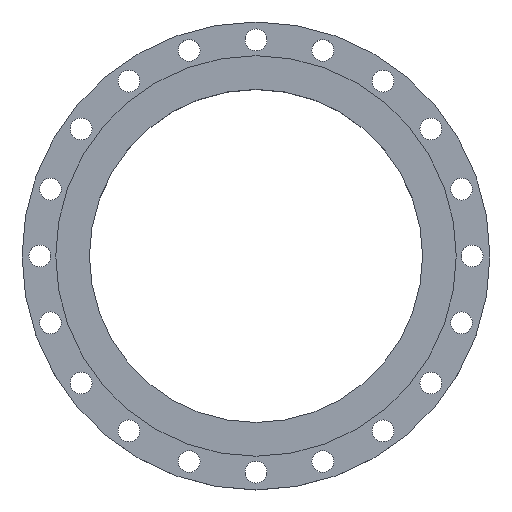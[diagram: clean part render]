
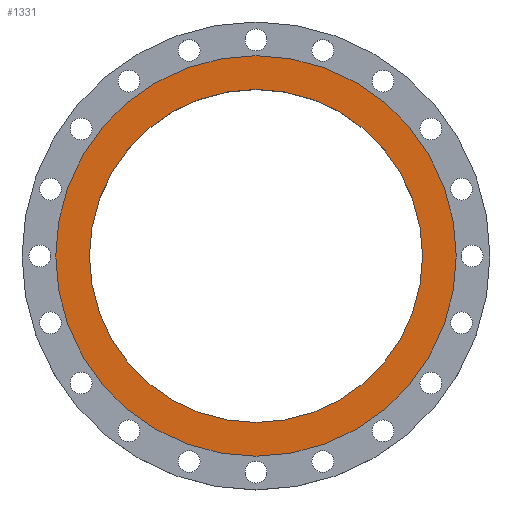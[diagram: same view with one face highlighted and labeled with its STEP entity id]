
A CAD part, top view. The second image highlights one B-rep face of the part: STEP entity #1331.
In plain terms, the highlighted planar face has unit normal (0, 0, 1).
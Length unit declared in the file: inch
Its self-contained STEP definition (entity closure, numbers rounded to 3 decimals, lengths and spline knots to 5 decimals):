
#16 = CIRCLE ( 'NONE', #1415, 10.5 ) ;
#19 = CIRCLE ( 'NONE', #523, 12.625 ) ;
#38 = DIRECTION ( 'NONE',  ( -1., 0., 0. ) ) ;
#242 = CARTESIAN_POINT ( 'NONE',  ( 0., 10.5, 0. ) ) ;
#253 = PLANE ( 'NONE',  #1771 ) ;
#269 = CARTESIAN_POINT ( 'NONE',  ( 0., 0., 0. ) ) ;
#366 = CIRCLE ( 'NONE', #1478, 12.625 ) ;
#370 = DIRECTION ( 'NONE',  ( 1., 0., 0. ) ) ;
#425 = EDGE_CURVE ( 'NONE', #1953, #1109, #19, .T. ) ;
#466 = DIRECTION ( 'NONE',  ( 1., 0., 0. ) ) ;
#514 = ORIENTED_EDGE ( 'NONE', *, *, #1605, .F. ) ;
#523 = AXIS2_PLACEMENT_3D ( 'NONE', #1774, #990, #370 ) ;
#543 = FACE_BOUND ( 'NONE', #1213, .T. ) ;
#719 = CARTESIAN_POINT ( 'NONE',  ( -12.625, 0., 0. ) ) ;
#732 = CIRCLE ( 'NONE', #1871, 10.5 ) ;
#747 = VERTEX_POINT ( 'NONE', #1997 ) ;
#787 = CARTESIAN_POINT ( 'NONE',  ( 0., 0., 0. ) ) ;
#799 = CARTESIAN_POINT ( 'NONE',  ( 12.625, 0., 0. ) ) ;
#898 = DIRECTION ( 'NONE',  ( 0., 0., 1. ) ) ;
#903 = EDGE_CURVE ( 'NONE', #747, #1179, #732, .T. ) ;
#935 = CARTESIAN_POINT ( 'NONE',  ( 0., 0., 0. ) ) ;
#945 = ORIENTED_EDGE ( 'NONE', *, *, #903, .F. ) ;
#990 = DIRECTION ( 'NONE',  ( 0., 0., 1. ) ) ;
#1038 = DIRECTION ( 'NONE',  ( 1., 0., 0. ) ) ;
#1109 = VERTEX_POINT ( 'NONE', #719 ) ;
#1131 = EDGE_CURVE ( 'NONE', #1109, #1953, #366, .T. ) ;
#1179 = VERTEX_POINT ( 'NONE', #2003 ) ;
#1213 = EDGE_LOOP ( 'NONE', ( #514, #945 ) ) ;
#1331 = ADVANCED_FACE ( 'NONE', ( #543, #1465 ), #253, .F. ) ;
#1343 = EDGE_LOOP ( 'NONE', ( #1877, #1400 ) ) ;
#1351 = DIRECTION ( 'NONE',  ( 0., 0., 1. ) ) ;
#1400 = ORIENTED_EDGE ( 'NONE', *, *, #1131, .T. ) ;
#1415 = AXIS2_PLACEMENT_3D ( 'NONE', #269, #898, #1839 ) ;
#1465 = FACE_OUTER_BOUND ( 'NONE', #1343, .T. ) ;
#1478 = AXIS2_PLACEMENT_3D ( 'NONE', #787, #1880, #466 ) ;
#1605 = EDGE_CURVE ( 'NONE', #1179, #747, #16, .T. ) ;
#1771 = AXIS2_PLACEMENT_3D ( 'NONE', #242, #1974, #38 ) ;
#1774 = CARTESIAN_POINT ( 'NONE',  ( 0., 0., 0. ) ) ;
#1839 = DIRECTION ( 'NONE',  ( 1., 0., 0. ) ) ;
#1871 = AXIS2_PLACEMENT_3D ( 'NONE', #935, #1351, #1038 ) ;
#1877 = ORIENTED_EDGE ( 'NONE', *, *, #425, .T. ) ;
#1880 = DIRECTION ( 'NONE',  ( 0., 0., 1. ) ) ;
#1953 = VERTEX_POINT ( 'NONE', #799 ) ;
#1974 = DIRECTION ( 'NONE',  ( 0., 0., -1. ) ) ;
#1997 = CARTESIAN_POINT ( 'NONE',  ( -10.5, 0., 0. ) ) ;
#2003 = CARTESIAN_POINT ( 'NONE',  ( 10.5, 0., 0. ) ) ;
